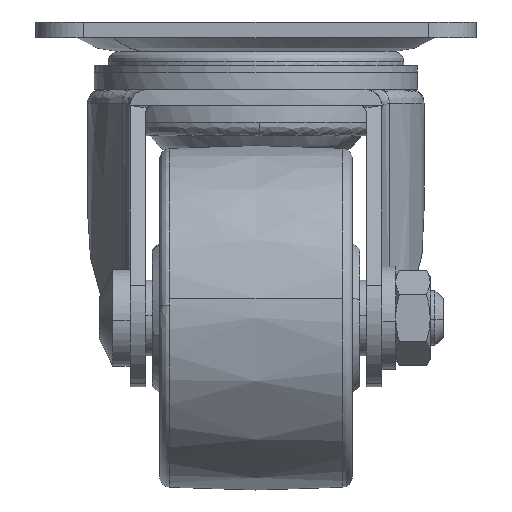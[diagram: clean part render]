
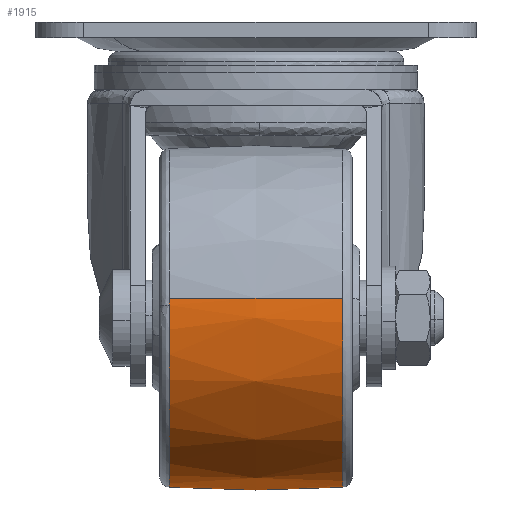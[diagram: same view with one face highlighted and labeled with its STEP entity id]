
A CAD part, left-side view. The second image highlights one B-rep face of the part: STEP entity #1915.
In plain terms, the highlighted free-form (B-spline) face has degree [2, 2] with [3, 9] control points.
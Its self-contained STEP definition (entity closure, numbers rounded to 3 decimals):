
#1241=CARTESIAN_POINT('',(-24.533,12.594,-41.147));
#1242=VERTEX_POINT('',#1241);
#1256=CARTESIAN_POINT('',(-24.439,12.594,-40.159));
#1257=VERTEX_POINT('',#1256);
#1258=CARTESIAN_POINT('',(-24.439,12.594,-40.159));
#1259=CARTESIAN_POINT('',(-24.496,12.594,-40.652));
#1260=CARTESIAN_POINT('',(-24.533,12.594,-41.147));
#1268=(BOUNDED_CURVE()B_SPLINE_CURVE(2,(#1258,#1259,#1260),.UNSPECIFIED.,.F.,.U.)B_SPLINE_CURVE_WITH_KNOTS((3,3),(0.73,0.737),.UNSPECIFIED.)CURVE()GEOMETRIC_REPRESENTATION_ITEM()RATIONAL_B_SPLINE_CURVE((0.957,0.964,0.971))REPRESENTATION_ITEM(''));
#1269=EDGE_CURVE('',#1257,#1242,#1268,.T.);
#1271=CARTESIAN_POINT('',(0.0,12.594,-18.397));
#1272=VERTEX_POINT('',#1271);
#1286=CARTESIAN_POINT('',(24.533,12.594,-44.853));
#1287=VERTEX_POINT('',#1286);
#1288=CARTESIAN_POINT('',(24.533,12.594,-44.853));
#1289=CARTESIAN_POINT('',(24.603,12.594,-43.928));
#1290=CARTESIAN_POINT('',(24.603,12.594,-43.));
#1291=CARTESIAN_POINT('',(24.603,12.594,-18.397));
#1292=CARTESIAN_POINT('',(0.0,12.594,-18.397));
#1300=(BOUNDED_CURVE()B_SPLINE_CURVE(2,(#1288,#1289,#1290,#1291,#1292),.UNSPECIFIED.,.F.,.U.)B_SPLINE_CURVE_WITH_KNOTS((3,2,3),(0.237,0.25,0.5),.UNSPECIFIED.)CURVE()GEOMETRIC_REPRESENTATION_ITEM()RATIONAL_B_SPLINE_CURVE((0.971,0.985,1.0,0.707,1.0))REPRESENTATION_ITEM(''));
#1301=EDGE_CURVE('',#1287,#1272,#1300,.T.);
#1358=CARTESIAN_POINT('',(0.0,12.594,-67.603));
#1359=VERTEX_POINT('',#1358);
#1360=CARTESIAN_POINT('',(0.0,12.594,-67.603));
#1361=CARTESIAN_POINT('',(22.815,12.594,-67.603));
#1362=CARTESIAN_POINT('',(24.533,12.594,-44.853));
#1370=(BOUNDED_CURVE()B_SPLINE_CURVE(2,(#1360,#1361,#1362),.UNSPECIFIED.,.F.,.U.)B_SPLINE_CURVE_WITH_KNOTS((3,3),(0.0,0.237),.UNSPECIFIED.)CURVE()GEOMETRIC_REPRESENTATION_ITEM()RATIONAL_B_SPLINE_CURVE((1.0,0.722,0.971))REPRESENTATION_ITEM(''));
#1371=EDGE_CURVE('',#1359,#1287,#1370,.T.);
#1373=CARTESIAN_POINT('',(-24.533,12.594,-41.147));
#1374=CARTESIAN_POINT('',(-24.603,12.594,-42.072));
#1375=CARTESIAN_POINT('',(-24.603,12.594,-43.0));
#1376=CARTESIAN_POINT('',(-24.603,12.594,-67.603));
#1377=CARTESIAN_POINT('',(0.0,12.594,-67.603));
#1385=(BOUNDED_CURVE()B_SPLINE_CURVE(2,(#1373,#1374,#1375,#1376,#1377),.UNSPECIFIED.,.F.,.U.)B_SPLINE_CURVE_WITH_KNOTS((3,2,3),(0.737,0.75,1.0),.UNSPECIFIED.)CURVE()GEOMETRIC_REPRESENTATION_ITEM()RATIONAL_B_SPLINE_CURVE((0.971,0.985,1.0,0.707,1.0))REPRESENTATION_ITEM(''));
#1386=EDGE_CURVE('',#1242,#1359,#1385,.T.);
#1442=CARTESIAN_POINT('',(7.525,-12.594,-19.576));
#1443=VERTEX_POINT('',#1442);
#1444=CARTESIAN_POINT('',(0.0,-12.594,-18.397));
#1445=VERTEX_POINT('',#1444);
#1446=CARTESIAN_POINT('',(7.525,-12.594,-19.576));
#1447=CARTESIAN_POINT('',(3.855,-12.594,-18.397));
#1448=CARTESIAN_POINT('',(0.0,-12.594,-18.397));
#1456=(BOUNDED_CURVE()B_SPLINE_CURVE(2,(#1446,#1447,#1448),.UNSPECIFIED.,.F.,.U.)B_SPLINE_CURVE_WITH_KNOTS((3,3),(0.448,0.5),.UNSPECIFIED.)CURVE()GEOMETRIC_REPRESENTATION_ITEM()RATIONAL_B_SPLINE_CURVE((0.903,0.939,1.0))REPRESENTATION_ITEM(''));
#1457=EDGE_CURVE('',#1443,#1445,#1456,.T.);
#1459=CARTESIAN_POINT('',(-24.439,-12.594,-40.159));
#1460=VERTEX_POINT('',#1459);
#1474=CARTESIAN_POINT('',(0.0,-12.594,-67.603));
#1475=VERTEX_POINT('',#1474);
#1476=CARTESIAN_POINT('',(-24.439,-12.594,-40.159));
#1477=CARTESIAN_POINT('',(-24.603,-12.594,-41.575));
#1478=CARTESIAN_POINT('',(-24.603,-12.594,-43.0));
#1479=CARTESIAN_POINT('',(-24.603,-12.594,-67.603));
#1480=CARTESIAN_POINT('',(0.0,-12.594,-67.603));
#1488=(BOUNDED_CURVE()B_SPLINE_CURVE(2,(#1476,#1477,#1478,#1479,#1480),.UNSPECIFIED.,.F.,.U.)B_SPLINE_CURVE_WITH_KNOTS((3,2,3),(0.73,0.75,1.0),.UNSPECIFIED.)CURVE()GEOMETRIC_REPRESENTATION_ITEM()RATIONAL_B_SPLINE_CURVE((0.957,0.977,1.0,0.707,1.0))REPRESENTATION_ITEM(''));
#1489=EDGE_CURVE('',#1460,#1475,#1488,.T.);
#1491=CARTESIAN_POINT('',(24.572,-12.594,-41.764));
#1492=VERTEX_POINT('',#1491);
#1493=CARTESIAN_POINT('',(0.0,-12.594,-67.603));
#1494=CARTESIAN_POINT('',(24.603,-12.594,-67.603));
#1495=CARTESIAN_POINT('',(24.603,-12.594,-43.));
#1496=CARTESIAN_POINT('',(24.603,-12.594,-42.382));
#1497=CARTESIAN_POINT('',(24.572,-12.594,-41.764));
#1505=(BOUNDED_CURVE()B_SPLINE_CURVE(2,(#1493,#1494,#1495,#1496,#1497),.UNSPECIFIED.,.F.,.U.)B_SPLINE_CURVE_WITH_KNOTS((3,2,3),(0.0,0.25,0.259),.UNSPECIFIED.)CURVE()GEOMETRIC_REPRESENTATION_ITEM()RATIONAL_B_SPLINE_CURVE((1.0,0.707,1.0,0.99,0.98))REPRESENTATION_ITEM(''));
#1506=EDGE_CURVE('',#1475,#1492,#1505,.T.);
#1605=CARTESIAN_POINT('',(24.572,-12.594,-41.764));
#1606=CARTESIAN_POINT('',(23.717,-12.594,-24.778));
#1607=CARTESIAN_POINT('',(7.525,-12.594,-19.576));
#1615=(BOUNDED_CURVE()B_SPLINE_CURVE(2,(#1605,#1606,#1607),.UNSPECIFIED.,.F.,.U.)B_SPLINE_CURVE_WITH_KNOTS((3,3),(0.259,0.448),.UNSPECIFIED.)CURVE()GEOMETRIC_REPRESENTATION_ITEM()RATIONAL_B_SPLINE_CURVE((0.98,0.774,0.903))REPRESENTATION_ITEM(''));
#1616=EDGE_CURVE('',#1492,#1443,#1615,.T.);
#1844=CARTESIAN_POINT('',(-24.356,-13.85,-40.169));
#1845=CARTESIAN_POINT('',(-25.311,0.,-40.058));
#1846=CARTESIAN_POINT('',(-24.356,13.85,-40.169));
#1847=CARTESIAN_POINT('',(-24.52,-13.85,-41.58));
#1848=CARTESIAN_POINT('',(-25.481,0.,-41.524));
#1849=CARTESIAN_POINT('',(-24.52,13.85,-41.58));
#1850=CARTESIAN_POINT('',(-24.52,-13.85,-43.0));
#1851=CARTESIAN_POINT('',(-25.481,0.,-43.));
#1852=CARTESIAN_POINT('',(-24.52,13.85,-43.0));
#1853=CARTESIAN_POINT('',(-24.52,-13.85,-67.52));
#1854=CARTESIAN_POINT('',(-25.481,0.,-68.481));
#1855=CARTESIAN_POINT('',(-24.52,13.85,-67.52));
#1856=CARTESIAN_POINT('',(0.0,-13.85,-67.52));
#1857=CARTESIAN_POINT('',(0.0,0.,-68.481));
#1858=CARTESIAN_POINT('',(0.0,13.85,-67.52));
#1859=CARTESIAN_POINT('',(24.52,-13.85,-67.52));
#1860=CARTESIAN_POINT('',(25.481,0.,-68.481));
#1861=CARTESIAN_POINT('',(24.52,13.85,-67.52));
#1862=CARTESIAN_POINT('',(24.52,-13.85,-43.0));
#1863=CARTESIAN_POINT('',(25.481,0.,-43.));
#1864=CARTESIAN_POINT('',(24.52,13.85,-43.0));
#1865=CARTESIAN_POINT('',(24.52,-13.85,-18.48));
#1866=CARTESIAN_POINT('',(25.481,0.,-17.519));
#1867=CARTESIAN_POINT('',(24.52,13.85,-18.48));
#1868=CARTESIAN_POINT('',(0.0,-13.85,-18.48));
#1869=CARTESIAN_POINT('',(0.0,0.,-17.519));
#1870=CARTESIAN_POINT('',(0.0,13.85,-18.48));
#1878=(BOUNDED_SURFACE()B_SPLINE_SURFACE(2,2,((#1844,#1847,#1850,#1853,#1856,#1859,#1862,#1865,#1868),(#1845,#1848,#1851,#1854,#1857,#1860,#1863,#1866,#1869),(#1846,#1849,#1852,#1855,#1858,#1861,#1864,#1867,#1870)),.UNSPECIFIED.,.F.,.F.,.U.)B_SPLINE_SURFACE_WITH_KNOTS((3,3),(3,2,2,2,3),(0.0,27.733),(0.0,3.314,44.735,86.156,127.578),.UNSPECIFIED.)GEOMETRIC_REPRESENTATION_ITEM()RATIONAL_B_SPLINE_SURFACE(((0.898,0.917,0.939,0.664,0.939,0.664,0.939,0.664,0.939),(0.896,0.914,0.936,0.662,0.936,0.662,0.936,0.662,0.936),(0.898,0.917,0.939,0.664,0.939,0.664,0.939,0.664,0.939)))REPRESENTATION_ITEM('')SURFACE());
#1879=ORIENTED_EDGE('',*,*,#1269,.T.);
#1880=ORIENTED_EDGE('',*,*,#1386,.T.);
#1881=ORIENTED_EDGE('',*,*,#1371,.T.);
#1882=ORIENTED_EDGE('',*,*,#1301,.T.);
#1883=CARTESIAN_POINT('',(0.0,-12.594,-18.397));
#1884=CARTESIAN_POINT('',(0.0,0.,-17.602));
#1885=CARTESIAN_POINT('',(0.0,12.594,-18.397));
#1893=(BOUNDED_CURVE()B_SPLINE_CURVE(2,(#1883,#1884,#1885),.UNSPECIFIED.,.F.,.U.)B_SPLINE_CURVE_WITH_KNOTS((3,3),(0.439,0.561),.UNSPECIFIED.)CURVE()GEOMETRIC_REPRESENTATION_ITEM()RATIONAL_B_SPLINE_CURVE((0.938,0.937,0.938))REPRESENTATION_ITEM(''));
#1894=EDGE_CURVE('',#1445,#1272,#1893,.T.);
#1895=ORIENTED_EDGE('',*,*,#1894,.F.);
#1896=ORIENTED_EDGE('',*,*,#1457,.F.);
#1897=ORIENTED_EDGE('',*,*,#1616,.F.);
#1898=ORIENTED_EDGE('',*,*,#1506,.F.);
#1899=ORIENTED_EDGE('',*,*,#1489,.F.);
#1900=CARTESIAN_POINT('',(-24.439,-12.594,-40.159));
#1901=CARTESIAN_POINT('',(-25.228,0.,-40.067));
#1902=CARTESIAN_POINT('',(-24.439,12.594,-40.159));
#1910=(BOUNDED_CURVE()B_SPLINE_CURVE(2,(#1900,#1901,#1902),.UNSPECIFIED.,.F.,.U.)B_SPLINE_CURVE_WITH_KNOTS((3,3),(0.439,0.561),.UNSPECIFIED.)CURVE()GEOMETRIC_REPRESENTATION_ITEM()RATIONAL_B_SPLINE_CURVE((0.898,0.896,0.898))REPRESENTATION_ITEM(''));
#1911=EDGE_CURVE('',#1460,#1257,#1910,.T.);
#1912=ORIENTED_EDGE('',*,*,#1911,.T.);
#1913=EDGE_LOOP('',(#1879,#1880,#1881,#1882,#1895,#1896,#1897,#1898,#1899,#1912));
#1914=FACE_OUTER_BOUND('',#1913,.T.);
#1915=ADVANCED_FACE('',(#1914),#1878,.T.);
